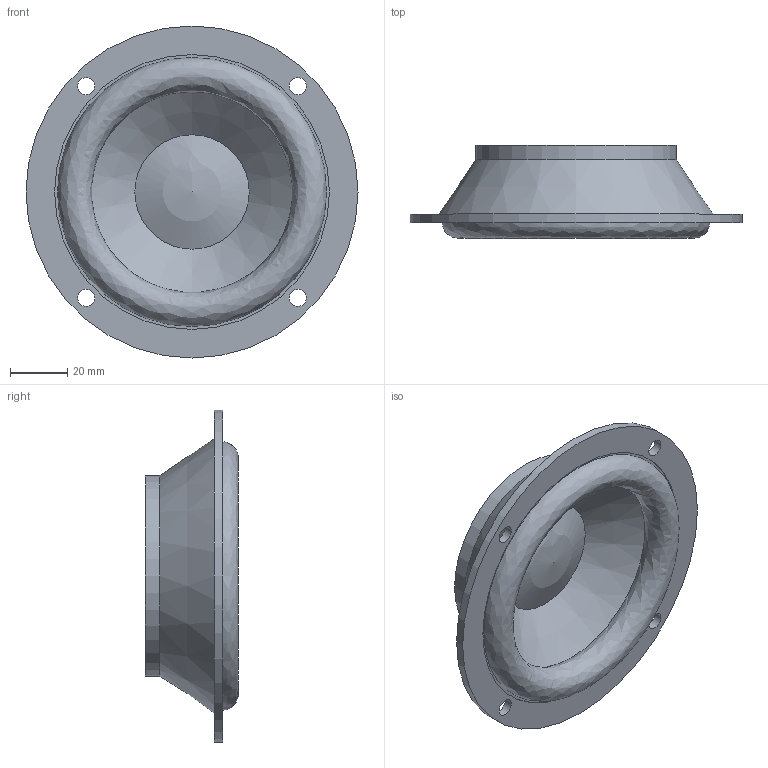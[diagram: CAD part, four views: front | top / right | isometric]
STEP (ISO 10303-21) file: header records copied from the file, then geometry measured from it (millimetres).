
FILE_DESCRIPTION(('FreeCAD Model'),'2;1');
FILE_NAME('PR_4in.step', '2020-04-03T16:24:04',('Author'),(''), 'Open CASCADE STEP processor 6.8','FreeCAD','Unknown');
FILE_SCHEMA(('AUTOMOTIVE_DESIGN_CC2 { 1 2 10303 214 -1 1 5 4 }'));
Length unit declared in the file: millimetre
Products named in the file (1): PR_4in
Bounding box: 116 x 32.5 x 116 mm (x, y, z)
Volume: 119372.9 mm3; surface area: 29953.3 mm2
Topology: 1 solids, 1 shells, 15 faces, 30 edges, 19 vertices
Faces by surface type: cylinder 7, plane 4, cone 2, revolution 1, sphere 1
Full cylindrical faces by diameter (mm): 6 x4, 70 x1, 96 x1, 116 x1
Entity records: 840 total; most frequent: CARTESIAN_POINT 177, DIRECTION 131, ORIENTED_EDGE 58, PCURVE 58, DEFINITIONAL_REPRESENTATION 58, LINE 52, VECTOR 52, AXIS2_PLACEMENT_3D 36
